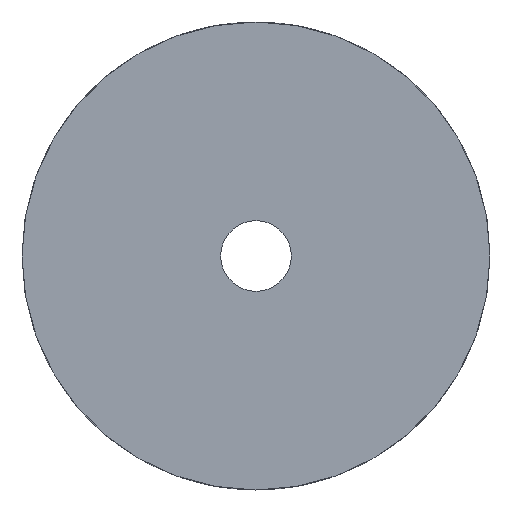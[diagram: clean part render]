
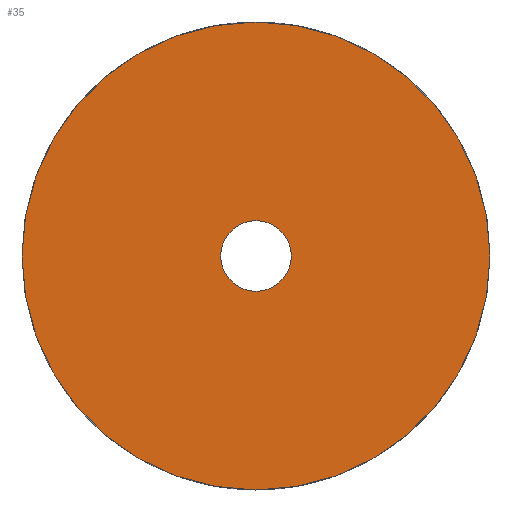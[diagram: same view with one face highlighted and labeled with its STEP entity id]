
A CAD part, front view. The second image highlights one B-rep face of the part: STEP entity #35.
In plain terms, the highlighted planar face has unit normal (0, -1, 0).
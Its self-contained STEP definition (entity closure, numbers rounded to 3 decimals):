
#12 = FACE_BOUND ( 'NONE', #462, .T. ) ;
#18 = CARTESIAN_POINT ( 'NONE',  ( 0., -2., 4. ) ) ;
#31 = DIRECTION ( 'NONE',  ( 0., -1., 0. ) ) ;
#35 = ADVANCED_FACE ( 'NONE', ( #12, #79 ), #108, .T. ) ;
#45 = CARTESIAN_POINT ( 'NONE',  ( 0., -2., 0. ) ) ;
#60 = CARTESIAN_POINT ( 'NONE',  ( 0., -2., -4. ) ) ;
#67 = VERTEX_POINT ( 'NONE', #592 ) ;
#79 = FACE_OUTER_BOUND ( 'NONE', #649, .T. ) ;
#88 = AXIS2_PLACEMENT_3D ( 'NONE', #698, #692, #320 ) ;
#96 = DIRECTION ( 'NONE',  ( 0., 0., -1. ) ) ;
#101 = DIRECTION ( 'NONE',  ( 0., -1., 0. ) ) ;
#108 = PLANE ( 'NONE',  #746 ) ;
#113 = EDGE_CURVE ( 'NONE', #287, #784, #302, .T. ) ;
#126 = ORIENTED_EDGE ( 'NONE', *, *, #113, .T. ) ;
#134 = DIRECTION ( 'NONE',  ( 0., -1., 0. ) ) ;
#184 = AXIS2_PLACEMENT_3D ( 'NONE', #760, #31, #96 ) ;
#186 = CIRCLE ( 'NONE', #714, 26.5 ) ;
#189 = CIRCLE ( 'NONE', #88, 4. ) ;
#287 = VERTEX_POINT ( 'NONE', #18 ) ;
#302 = CIRCLE ( 'NONE', #533, 4. ) ;
#309 = DIRECTION ( 'NONE',  ( 0., 0., -1. ) ) ;
#320 = DIRECTION ( 'NONE',  ( 0., 0., 1. ) ) ;
#322 = ORIENTED_EDGE ( 'NONE', *, *, #577, .T. ) ;
#340 = CARTESIAN_POINT ( 'NONE',  ( 0., -2., 0. ) ) ;
#357 = ORIENTED_EDGE ( 'NONE', *, *, #370, .T. ) ;
#370 = EDGE_CURVE ( 'NONE', #67, #595, #186, .T. ) ;
#404 = EDGE_CURVE ( 'NONE', #784, #287, #189, .T. ) ;
#458 = DIRECTION ( 'NONE',  ( 0., 1., 0. ) ) ;
#462 = EDGE_LOOP ( 'NONE', ( #126, #565 ) ) ;
#521 = DIRECTION ( 'NONE',  ( 0., 0., 1. ) ) ;
#533 = AXIS2_PLACEMENT_3D ( 'NONE', #45, #458, #521 ) ;
#565 = ORIENTED_EDGE ( 'NONE', *, *, #404, .T. ) ;
#577 = EDGE_CURVE ( 'NONE', #595, #67, #747, .T. ) ;
#591 = CARTESIAN_POINT ( 'NONE',  ( 0., -2., 26.5 ) ) ;
#592 = CARTESIAN_POINT ( 'NONE',  ( 0., -2., -26.5 ) ) ;
#595 = VERTEX_POINT ( 'NONE', #591 ) ;
#598 = DIRECTION ( 'NONE',  ( 0., 0., -1. ) ) ;
#649 = EDGE_LOOP ( 'NONE', ( #357, #322 ) ) ;
#684 = CARTESIAN_POINT ( 'NONE',  ( 0., -2., 0. ) ) ;
#692 = DIRECTION ( 'NONE',  ( 0., 1., 0. ) ) ;
#698 = CARTESIAN_POINT ( 'NONE',  ( 0., -2., 0. ) ) ;
#714 = AXIS2_PLACEMENT_3D ( 'NONE', #684, #134, #309 ) ;
#746 = AXIS2_PLACEMENT_3D ( 'NONE', #340, #101, #598 ) ;
#747 = CIRCLE ( 'NONE', #184, 26.5 ) ;
#760 = CARTESIAN_POINT ( 'NONE',  ( 0., -2., 0. ) ) ;
#784 = VERTEX_POINT ( 'NONE', #60 ) ;
